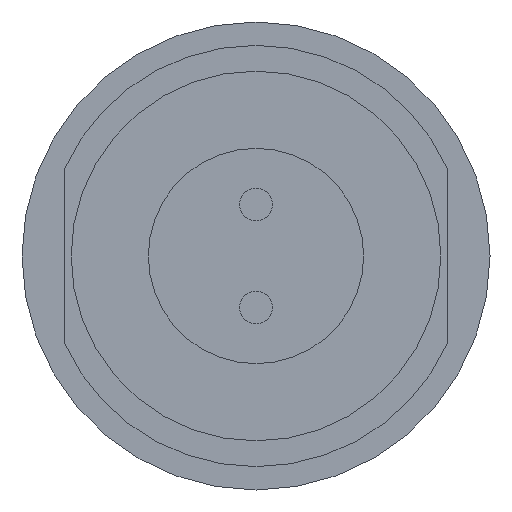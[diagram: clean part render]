
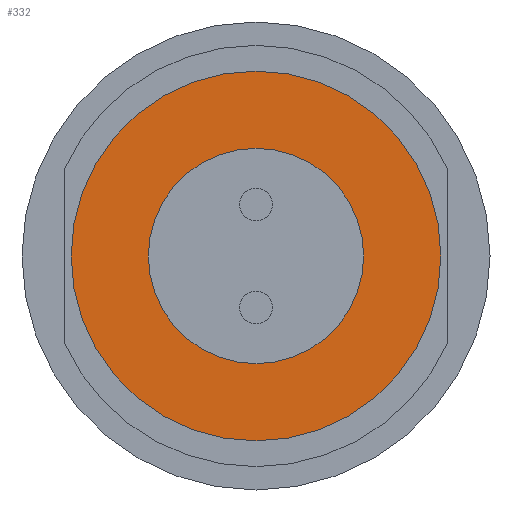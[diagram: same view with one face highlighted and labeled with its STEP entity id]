
A CAD part, left-side view. The second image highlights one B-rep face of the part: STEP entity #332.
In plain terms, the highlighted planar face has unit normal (-1, 0, 0).
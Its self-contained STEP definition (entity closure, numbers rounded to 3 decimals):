
#27=FACE_BOUND('',#93,.T.);
#45=CIRCLE('',#383,3.95);
#46=CIRCLE('',#385,2.3);
#67=FACE_OUTER_BOUND('',#92,.T.);
#92=EDGE_LOOP('',(#291));
#93=EDGE_LOOP('',(#292));
#171=VERTEX_POINT('',#577);
#172=VERTEX_POINT('',#581);
#211=EDGE_CURVE('',#171,#171,#45,.T.);
#213=EDGE_CURVE('',#172,#172,#46,.T.);
#291=ORIENTED_EDGE('',*,*,#211,.T.);
#292=ORIENTED_EDGE('',*,*,#213,.F.);
#311=PLANE('',#384);
#332=ADVANCED_FACE('',(#67,#27),#311,.T.);
#383=AXIS2_PLACEMENT_3D('',#578,#481,#482);
#384=AXIS2_PLACEMENT_3D('',#580,#484,#485);
#385=AXIS2_PLACEMENT_3D('',#582,#486,#487);
#481=DIRECTION('center_axis',(-1.,0.,0.));
#482=DIRECTION('ref_axis',(0.,0.,1.));
#484=DIRECTION('center_axis',(-1.,0.,0.));
#485=DIRECTION('ref_axis',(0.,0.,1.));
#486=DIRECTION('center_axis',(-1.,0.,0.));
#487=DIRECTION('ref_axis',(0.,0.,1.));
#577=CARTESIAN_POINT('',(0.,0.,-3.95));
#578=CARTESIAN_POINT('Origin',(0.,0.,0.));
#580=CARTESIAN_POINT('Origin',(0.,0.,2.3));
#581=CARTESIAN_POINT('',(0.,0.,-2.3));
#582=CARTESIAN_POINT('Origin',(0.,0.,0.));
